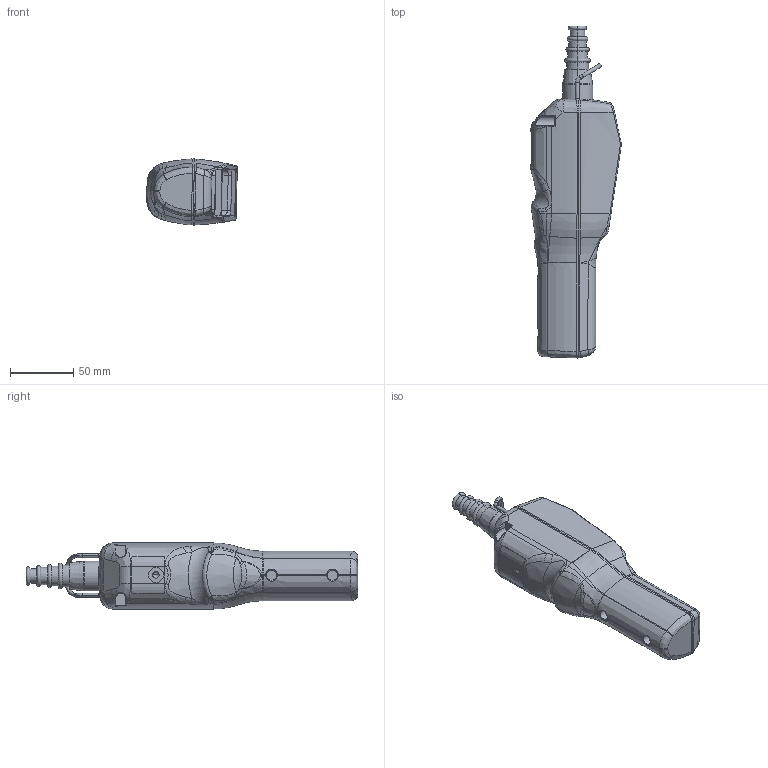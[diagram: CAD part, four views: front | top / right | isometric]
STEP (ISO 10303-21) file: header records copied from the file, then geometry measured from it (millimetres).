
FILE_DESCRIPTION((''),'2;1');
FILE_NAME('XACA201_ASM','2019-04-29T',('SESA529422'),('Schneider-Electric'),'PRO/ENGINEER BY PARAMETRIC TECHNOLOGY CORPORATION, 2015440','PRO/ENGINEER BY PARAMETRIC TECHNOLOGY CORPORATION, 2015440','');
FILE_SCHEMA(('CONFIG_CONTROL_DESIGN'));
Length unit declared in the file: millimetre
Products named in the file (8): BAS_2B; HAUT_2B; AAV5522201; AAV5521701; 042435700AF8_ASM; 145834800AF6_1; W114584380111_1; XACA201_ASM
Assembly tree (8 placements, depth 3):
  XACA201_ASM
    BAS_2B
    HAUT_2B
    042435700AF8_ASM  x2
      AAV5522201
      AAV5521701
    145834800AF6_1
    W114584380111_1
Bounding box: 71.37 x 261.45 x 52.04 mm (x, y, z)
Volume: 435183.3 mm3; surface area: 81060.9 mm2
Topology: 8 solids, 8 shells, 912 faces, 2295 edges, 1443 vertices
Faces by surface type: plane 339, cylinder 194, bspline 151, extrusion 123, cone 51, torus 48, sphere 6
Entity records: 33784 total; most frequent: CARTESIAN_POINT 15696, ORIENTED_EDGE 4050, DIRECTION 3120, EDGE_CURVE 2025, VERTEX_POINT 1271, VECTOR 1062, AXIS2_PLACEMENT_3D 1029, LINE 939
